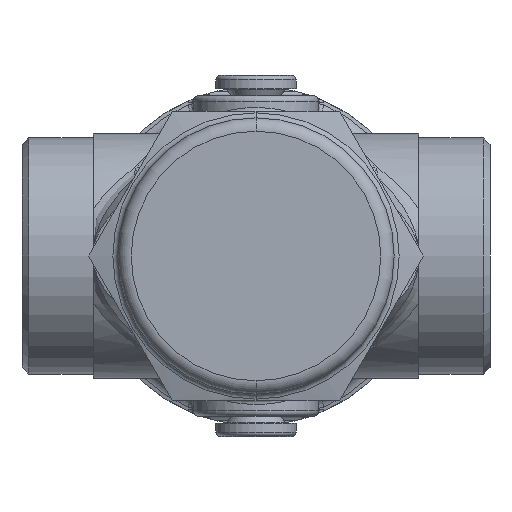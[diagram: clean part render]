
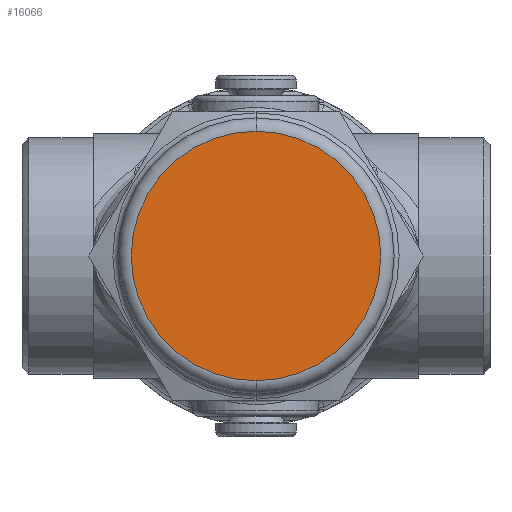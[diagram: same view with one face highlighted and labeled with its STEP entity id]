
A CAD part, front view. The second image highlights one B-rep face of the part: STEP entity #16066.
In plain terms, the highlighted planar face has unit normal (0, -1, 0).
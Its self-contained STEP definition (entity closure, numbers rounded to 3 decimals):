
#28 = ORIENTED_EDGE ( 'NONE', *, *, #6652, .F. ) ;
#297 = AXIS2_PLACEMENT_3D ( 'NONE', #6067, #15269, #7398 ) ;
#1099 = DIRECTION ( 'NONE',  ( 0., 0., -1. ) ) ;
#2553 = AXIS2_PLACEMENT_3D ( 'NONE', #16749, #8857, #1099 ) ;
#3161 = FACE_OUTER_BOUND ( 'NONE', #10579, .T. ) ;
#4108 = CIRCLE ( 'NONE', #297, 28. ) ;
#4707 = EDGE_CURVE ( 'NONE', #14946, #10659, #8199, .T. ) ;
#5525 = CARTESIAN_POINT ( 'NONE',  ( 0., -68., -28. ) ) ;
#6067 = CARTESIAN_POINT ( 'NONE',  ( 0., -68., 0. ) ) ;
#6652 = EDGE_CURVE ( 'NONE', #10659, #14946, #4108, .T. ) ;
#7398 = DIRECTION ( 'NONE',  ( 0., 0., -1. ) ) ;
#8199 = CIRCLE ( 'NONE', #2553, 28. ) ;
#8551 = DIRECTION ( 'NONE',  ( 0., 0., -1. ) ) ;
#8751 = AXIS2_PLACEMENT_3D ( 'NONE', #12472, #16446, #8551 ) ;
#8857 = DIRECTION ( 'NONE',  ( 0., 1., 0. ) ) ;
#8902 = ORIENTED_EDGE ( 'NONE', *, *, #4707, .F. ) ;
#10579 = EDGE_LOOP ( 'NONE', ( #8902, #28 ) ) ;
#10659 = VERTEX_POINT ( 'NONE', #16358 ) ;
#12472 = CARTESIAN_POINT ( 'NONE',  ( 0., -68., 0. ) ) ;
#14946 = VERTEX_POINT ( 'NONE', #5525 ) ;
#15269 = DIRECTION ( 'NONE',  ( 0., 1., 0. ) ) ;
#16066 = ADVANCED_FACE ( 'NONE', ( #3161 ), #16390, .F. ) ;
#16358 = CARTESIAN_POINT ( 'NONE',  ( 0., -68., 28. ) ) ;
#16390 = PLANE ( 'NONE',  #8751 ) ;
#16446 = DIRECTION ( 'NONE',  ( 0., 1., 0. ) ) ;
#16749 = CARTESIAN_POINT ( 'NONE',  ( 0., -68., 0. ) ) ;
